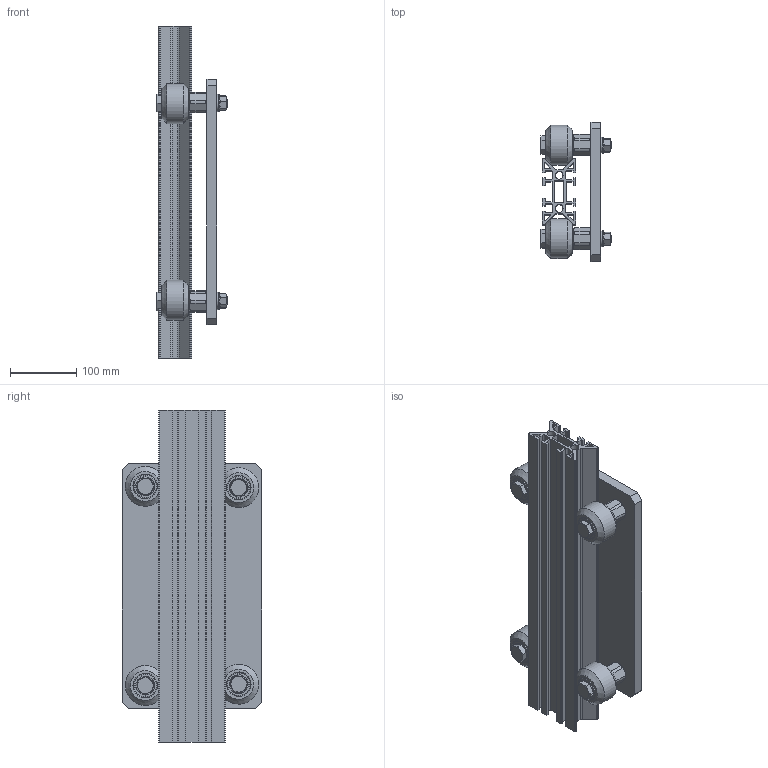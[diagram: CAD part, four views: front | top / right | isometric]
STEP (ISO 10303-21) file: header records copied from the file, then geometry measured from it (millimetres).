
FILE_DESCRIPTION(/* description */ ('CARRO MONORAIL 100 SP 15'),/* implementation_level */ '2;1');
FILE_NAME(/* name */ 'GCARO0000240.stp',/* time_stamp */ '2022-07-28T16:24:37+02:00',/* author */ ('tecnico2.vi'),/* organization */ (''),/* preprocessor_version */ 'ST-DEVELOPER v18.1',/* originating_system */ 'Autodesk Inventor 2022',/* authorisation */ '');
FILE_SCHEMA (('AUTOMOTIVE_DESIGN { 1 0 10303 214 3 1 1 }'));
Length unit declared in the file: millimetre
Products named in the file (14): 60CA00127-A; 3DTM0000249; 23.210.01-B; 23.215.00; 23.211.01-B; DRUGD0000001; DDICI0000056; DBOXX0000030 (23.216.00); DPERO0000032 (23.214.01); 25.571.00; 25.520.00; 25.560.00; CCUSE0000057; 70PF00410-A
Assembly tree (24 placements, depth 3):
  60CA00127-A
    3DTM0000249
    23.210.01-B  x2
      DRUGD0000001
      23.215.00
      DDICI0000056
      DPERO0000032 (23.214.01)
      CCUSE0000057
      25.571.00
      25.520.00
      25.560.00
    23.211.01-B  x2
      DRUGD0000001
      DDICI0000056
      DBOXX0000030 (23.216.00)
      DPERO0000032 (23.214.01)
      CCUSE0000057
      25.571.00
      25.520.00
      25.560.00
    70PF00410-A
Bounding box: 107 x 210 x 500 mm (x, y, z)
Volume: 2494813.9 mm3; surface area: 774372.1 mm2
Topology: 38 solids, 38 shells, 1378 faces, 4110 edges, 2728 vertices
Faces by surface type: plane 900, cylinder 194, torus 156, cone 72, sphere 56
Full cylindrical faces by diameter (mm): 10.106 x4, 12 x6, 13 x4, 15 x20, 20 x12, 20.5 x2, 21 x2, 21.4 x16, 24 x4, 28.6 x16, 30 x4, 35 x16, 60 x4
Entity records: 16374 total; most frequent: CARTESIAN_POINT 4132, ORIENTED_EDGE 2540, DIRECTION 2455, EDGE_CURVE 1270, AXIS2_PLACEMENT_3D 916, VERTEX_POINT 853, LINE 623, VECTOR 623
